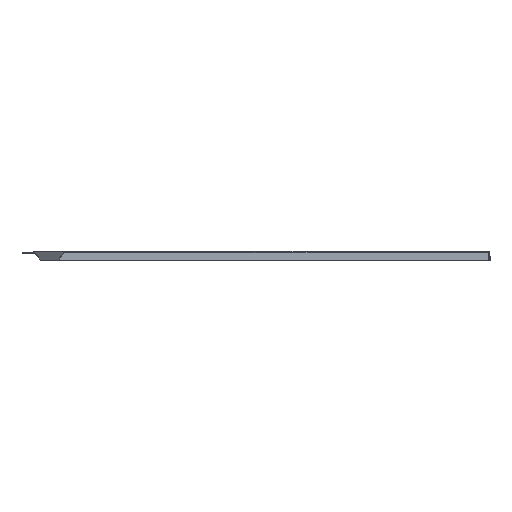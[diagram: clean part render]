
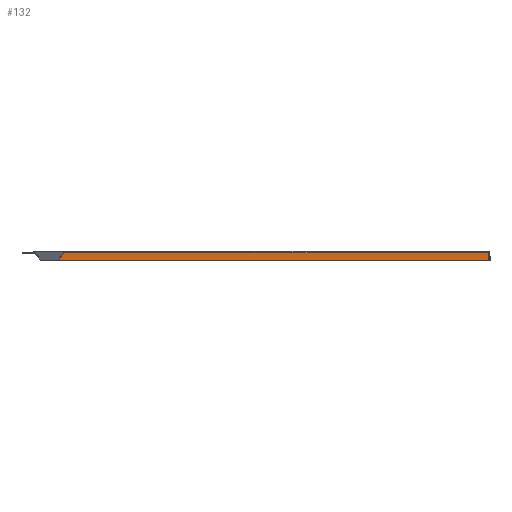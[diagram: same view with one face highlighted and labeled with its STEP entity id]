
A CAD part, top view. The second image highlights one B-rep face of the part: STEP entity #132.
In plain terms, the highlighted planar face has unit normal (0, 0, 1).
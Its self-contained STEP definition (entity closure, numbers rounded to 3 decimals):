
#16 = VECTOR ( 'NONE', #1650, 1000. ) ;
#46 = CARTESIAN_POINT ( 'NONE',  ( -321.5, 0., -322.5 ) ) ;
#55 = CARTESIAN_POINT ( 'NONE',  ( 321.5, -1.7, -322.5 ) ) ;
#121 = ORIENTED_EDGE ( 'NONE', *, *, #1331, .T. ) ;
#132 = ADVANCED_FACE ( 'NONE', ( #699 ), #177, .F. ) ;
#135 = DIRECTION ( 'NONE',  ( 1., 0., 0. ) ) ;
#143 = CARTESIAN_POINT ( 'NONE',  ( 321.5, -0.7, -322.5 ) ) ;
#159 = VECTOR ( 'NONE', #1856, 1000. ) ;
#177 = PLANE ( 'NONE',  #429 ) ;
#178 = VERTEX_POINT ( 'NONE', #1747 ) ;
#207 = EDGE_CURVE ( 'NONE', #178, #1442, #1330, .T. ) ;
#222 = LINE ( 'NONE', #1802, #588 ) ;
#324 = CARTESIAN_POINT ( 'NONE',  ( 0., -0.7, -322.5 ) ) ;
#332 = VERTEX_POINT ( 'NONE', #1819 ) ;
#336 = DIRECTION ( 'NONE',  ( 0., 0., -1. ) ) ;
#359 = DIRECTION ( 'NONE',  ( 0., -1., 0. ) ) ;
#429 = AXIS2_PLACEMENT_3D ( 'NONE', #459, #336, #1447 ) ;
#440 = CARTESIAN_POINT ( 'NONE',  ( 321.5, 0., -322.5 ) ) ;
#459 = CARTESIAN_POINT ( 'NONE',  ( 0., 0., -322.5 ) ) ;
#467 = EDGE_CURVE ( 'NONE', #1442, #977, #1028, .T. ) ;
#469 = EDGE_LOOP ( 'NONE', ( #1380, #121, #763, #1222, #1196, #559, #535 ) ) ;
#503 = VERTEX_POINT ( 'NONE', #143 ) ;
#535 = ORIENTED_EDGE ( 'NONE', *, *, #1622, .F. ) ;
#559 = ORIENTED_EDGE ( 'NONE', *, *, #671, .F. ) ;
#568 = CARTESIAN_POINT ( 'NONE',  ( -321.5, -1.7, -322.5 ) ) ;
#588 = VECTOR ( 'NONE', #1955, 1000. ) ;
#621 = CARTESIAN_POINT ( 'NONE',  ( -321.5, -0.7, -322.5 ) ) ;
#671 = EDGE_CURVE ( 'NONE', #716, #503, #1144, .T. ) ;
#675 = VECTOR ( 'NONE', #359, 1000. ) ;
#699 = FACE_OUTER_BOUND ( 'NONE', #469, .T. ) ;
#716 = VERTEX_POINT ( 'NONE', #621 ) ;
#726 = CARTESIAN_POINT ( 'NONE',  ( -321.5, 0., -322.5 ) ) ;
#763 = ORIENTED_EDGE ( 'NONE', *, *, #207, .T. ) ;
#921 = CARTESIAN_POINT ( 'NONE',  ( 0., -13., -322.5 ) ) ;
#971 = CARTESIAN_POINT ( 'NONE',  ( 321.5, -1.7, -322.5 ) ) ;
#977 = VERTEX_POINT ( 'NONE', #971 ) ;
#1028 = LINE ( 'NONE', #440, #1880 ) ;
#1029 = CARTESIAN_POINT ( 'NONE',  ( 321.5, -13., -322.5 ) ) ;
#1144 = LINE ( 'NONE', #324, #1534 ) ;
#1196 = ORIENTED_EDGE ( 'NONE', *, *, #1861, .T. ) ;
#1222 = ORIENTED_EDGE ( 'NONE', *, *, #467, .T. ) ;
#1290 = EDGE_CURVE ( 'NONE', #1491, #332, #1943, .T. ) ;
#1330 = LINE ( 'NONE', #921, #1753 ) ;
#1331 = EDGE_CURVE ( 'NONE', #332, #178, #222, .T. ) ;
#1360 = LINE ( 'NONE', #726, #159 ) ;
#1380 = ORIENTED_EDGE ( 'NONE', *, *, #1290, .T. ) ;
#1426 = DIRECTION ( 'NONE',  ( 1., 0., 0. ) ) ;
#1442 = VERTEX_POINT ( 'NONE', #1029 ) ;
#1447 = DIRECTION ( 'NONE',  ( 0., 1., 0. ) ) ;
#1491 = VERTEX_POINT ( 'NONE', #568 ) ;
#1534 = VECTOR ( 'NONE', #1426, 1000. ) ;
#1548 = DIRECTION ( 'NONE',  ( 0., 1., 0. ) ) ;
#1590 = LINE ( 'NONE', #55, #16 ) ;
#1622 = EDGE_CURVE ( 'NONE', #1491, #716, #1360, .T. ) ;
#1650 = DIRECTION ( 'NONE',  ( 0., 1., 0. ) ) ;
#1747 = CARTESIAN_POINT ( 'NONE',  ( -311.5, -13., -322.5 ) ) ;
#1753 = VECTOR ( 'NONE', #135, 1000. ) ;
#1802 = CARTESIAN_POINT ( 'NONE',  ( -321.5, -3., -322.5 ) ) ;
#1819 = CARTESIAN_POINT ( 'NONE',  ( -321.5, -3., -322.5 ) ) ;
#1856 = DIRECTION ( 'NONE',  ( 0., 1., 0. ) ) ;
#1861 = EDGE_CURVE ( 'NONE', #977, #503, #1590, .T. ) ;
#1880 = VECTOR ( 'NONE', #1548, 1000. ) ;
#1943 = LINE ( 'NONE', #46, #675 ) ;
#1955 = DIRECTION ( 'NONE',  ( 0.707, -0.707, 0. ) ) ;
